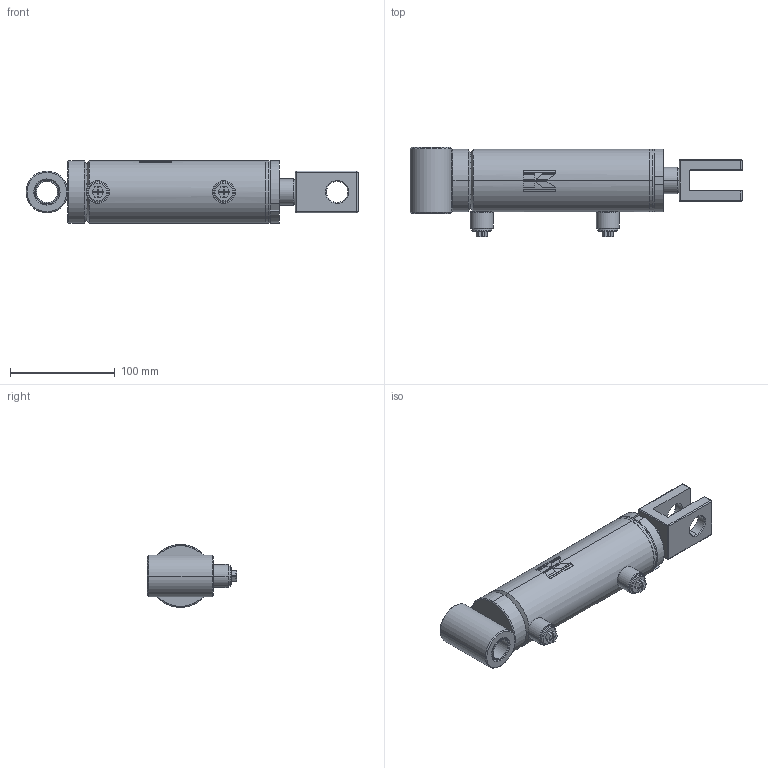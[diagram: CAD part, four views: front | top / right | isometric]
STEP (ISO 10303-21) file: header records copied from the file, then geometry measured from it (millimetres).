
FILE_DESCRIPTION (( 'STEP AP214' ), '1' );
FILE_NAME ('CFGCY0067087-Cylinder.step', '2024-06-29T13:35:58', ( '' ), ( '' ), 'SwSTEP 2.0', 'SolidWorks 2021', '' );
FILE_SCHEMA (( 'AUTOMOTIVE_DESIGN' ));
Length unit declared in the file: millimetre
Products named in the file (21): FS1712; BUSHVM-EC; PAP2015P10-EC; DS2905013025_Simplified; Tube-WA_Simplified; DS3905001A; MATE-AID; BUSH-EC; Tube_Simplified; DS2905004S_Simplified; SP04M; Tube-MA_Simplified; DS2905013025VM_Simplified; LSN04E; Rod-WA_Simplified; Rod_Simplified; CFGCY0067087-Cylinder; DS2905004SVM_Simplified; PAP2015P10; 91655
Assembly tree (22 placements, depth 5):
  MATE-AID
  CFGCY0067087-Cylinder
    Tube-WA_Simplified
      Tube-MA_Simplified
        Tube_Simplified
        LSN04E
      LSN04E
      DS3905001A
        DS3905001A
      BUSHVM-EC
        BUSH-EC
        PAP2015P10-EC
          PAP2015P10  x2
    Rod-WA_Simplified
      Rod_Simplified
      FS1712
    DS2905013025VM_Simplified
      DS2905013025_Simplified
    DS2905004SVM_Simplified
      DS2905004S_Simplified
    91655
    SP04M  x2
Bounding box: 317 x 85 x 60 mm (x, y, z)
Volume: 554435.6 mm3; surface area: 154424.3 mm2
Topology: 14 solids, 14 shells, 430 faces, 964 edges, 587 vertices
Faces by surface type: plane 153, cylinder 143, cone 96, torus 26, sphere 8, bspline 4
Entity records: 11337 total; most frequent: CARTESIAN_POINT 1928, DIRECTION 1760, ORIENTED_EDGE 1460, EDGE_CURVE 730, AXIS2_PLACEMENT_3D 701, VERTEX_POINT 449, EDGE_LOOP 383, LINE 358
